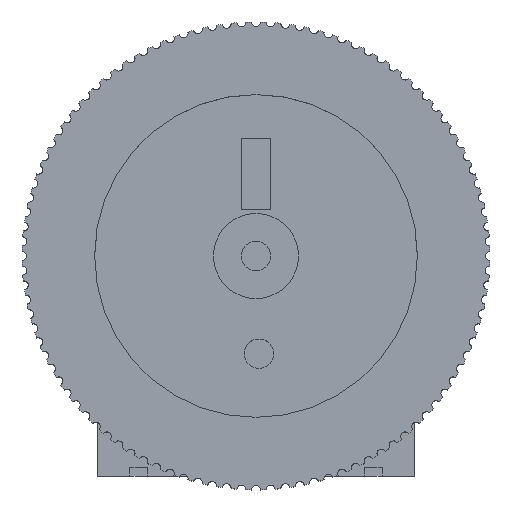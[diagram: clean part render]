
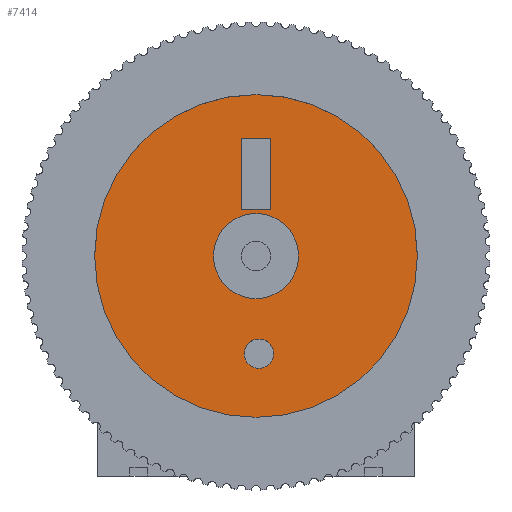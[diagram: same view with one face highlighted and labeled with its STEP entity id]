
A CAD part, top view. The second image highlights one B-rep face of the part: STEP entity #7414.
In plain terms, the highlighted planar face has unit normal (0, 0, 1).
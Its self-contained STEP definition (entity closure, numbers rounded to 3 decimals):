
#284=FACE_BOUND('',#876,.T.);
#285=FACE_BOUND('',#877,.T.);
#286=FACE_BOUND('',#878,.T.);
#319=PLANE('',#7887);
#449=FACE_OUTER_BOUND('',#875,.T.);
#875=EDGE_LOOP('',(#4877));
#876=EDGE_LOOP('',(#4878));
#877=EDGE_LOOP('',(#4879));
#878=EDGE_LOOP('',(#4880,#4881,#4882,#4883));
#1327=LINE('',#10866,#1897);
#1330=LINE('',#10872,#1900);
#1333=LINE('',#10878,#1903);
#1336=LINE('',#10882,#1906);
#1897=VECTOR('',#8693,10.);
#1900=VECTOR('',#8698,10.);
#1903=VECTOR('',#8703,10.);
#1906=VECTOR('',#8708,10.);
#2464=CIRCLE('',#7877,0.5);
#2466=CIRCLE('',#7885,1.45);
#2468=CIRCLE('',#7888,5.5);
#2910=VERTEX_POINT('',#10853);
#2914=VERTEX_POINT('',#10863);
#2915=VERTEX_POINT('',#10865);
#2917=VERTEX_POINT('',#10871);
#2919=VERTEX_POINT('',#10877);
#2920=VERTEX_POINT('',#10884);
#2922=VERTEX_POINT('',#10890);
#3686=EDGE_CURVE('',#2910,#2910,#2464,.T.);
#3691=EDGE_CURVE('',#2915,#2914,#1327,.T.);
#3694=EDGE_CURVE('',#2917,#2915,#1330,.T.);
#3697=EDGE_CURVE('',#2919,#2917,#1333,.T.);
#3700=EDGE_CURVE('',#2914,#2919,#1336,.T.);
#3701=EDGE_CURVE('',#2920,#2920,#2466,.T.);
#3704=EDGE_CURVE('',#2922,#2922,#2468,.T.);
#4877=ORIENTED_EDGE('',*,*,#3704,.F.);
#4878=ORIENTED_EDGE('',*,*,#3686,.T.);
#4879=ORIENTED_EDGE('',*,*,#3701,.T.);
#4880=ORIENTED_EDGE('',*,*,#3700,.T.);
#4881=ORIENTED_EDGE('',*,*,#3697,.T.);
#4882=ORIENTED_EDGE('',*,*,#3694,.T.);
#4883=ORIENTED_EDGE('',*,*,#3691,.T.);
#7414=ADVANCED_FACE('',(#449,#284,#285,#286),#319,.T.);
#7877=AXIS2_PLACEMENT_3D('',#10854,#8682,#8683);
#7885=AXIS2_PLACEMENT_3D('',#10885,#8711,#8712);
#7887=AXIS2_PLACEMENT_3D('',#10889,#8716,#8717);
#7888=AXIS2_PLACEMENT_3D('',#10891,#8718,#8719);
#8682=DIRECTION('center_axis',(0.,0.,-1.));
#8683=DIRECTION('ref_axis',(1.,0.,0.));
#8693=DIRECTION('',(0.,-1.,0.));
#8698=DIRECTION('',(1.,0.,0.));
#8703=DIRECTION('',(0.,1.,0.));
#8708=DIRECTION('',(-1.,0.,0.));
#8711=DIRECTION('center_axis',(0.,0.,-1.));
#8712=DIRECTION('ref_axis',(1.,0.,0.));
#8716=DIRECTION('center_axis',(0.,0.,1.));
#8717=DIRECTION('ref_axis',(1.,0.,0.));
#8718=DIRECTION('center_axis',(0.,0.,-1.));
#8719=DIRECTION('ref_axis',(1.,0.,0.));
#10853=CARTESIAN_POINT('',(-0.399,-3.329,0.7));
#10854=CARTESIAN_POINT('Origin',(0.101,-3.329,0.7));
#10863=CARTESIAN_POINT('',(0.5,1.6,0.7));
#10865=CARTESIAN_POINT('',(0.5,4.,0.7));
#10866=CARTESIAN_POINT('',(0.5,4.,0.7));
#10871=CARTESIAN_POINT('',(-0.5,4.,0.7));
#10872=CARTESIAN_POINT('',(-0.5,4.,0.7));
#10877=CARTESIAN_POINT('',(-0.5,1.6,0.7));
#10878=CARTESIAN_POINT('',(-0.5,1.6,0.7));
#10882=CARTESIAN_POINT('',(0.5,1.6,0.7));
#10884=CARTESIAN_POINT('',(-1.45,0.,0.7));
#10885=CARTESIAN_POINT('Origin',(0.,0.,0.7));
#10889=CARTESIAN_POINT('Origin',(0.,0.,0.7));
#10890=CARTESIAN_POINT('',(-5.5,0.,0.7));
#10891=CARTESIAN_POINT('Origin',(0.,0.,0.7));
